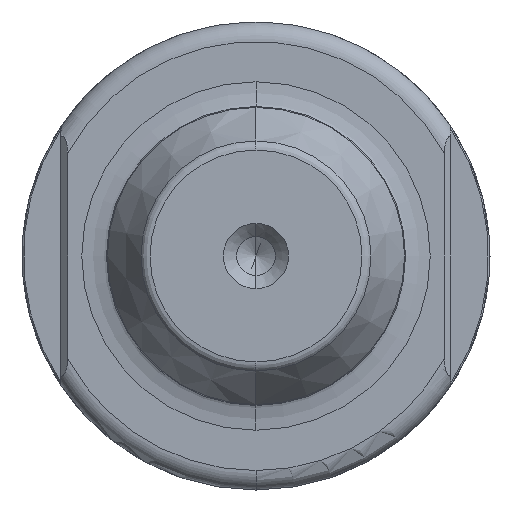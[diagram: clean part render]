
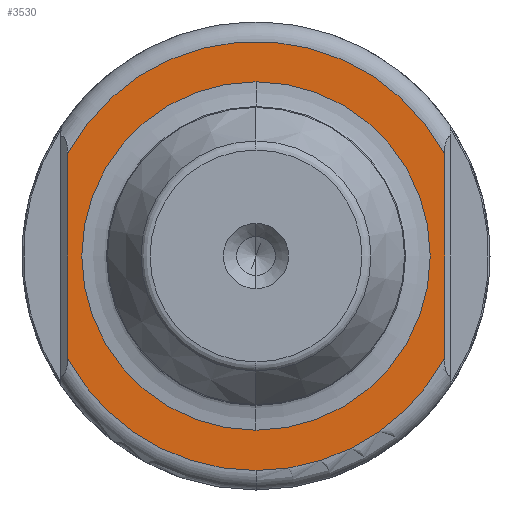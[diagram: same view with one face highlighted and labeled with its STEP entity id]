
A CAD part, left-side view. The second image highlights one B-rep face of the part: STEP entity #3530.
In plain terms, the highlighted planar face has unit normal (-1, 0, 0).
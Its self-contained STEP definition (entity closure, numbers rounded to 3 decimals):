
#57 = AXIS2_PLACEMENT_3D ( 'NONE', #3059, #7238, #3667 ) ;
#63 = EDGE_CURVE ( 'NONE', #6654, #5403, #6254, .T. ) ;
#88 = DIRECTION ( 'NONE',  ( -1., 0., 0. ) ) ;
#222 = AXIS2_PLACEMENT_3D ( 'NONE', #6245, #2682, #6863 ) ;
#267 = VERTEX_POINT ( 'NONE', #7689 ) ;
#293 = ORIENTED_EDGE ( 'NONE', *, *, #4896, .T. ) ;
#353 = ORIENTED_EDGE ( 'NONE', *, *, #2145, .F. ) ;
#358 = VERTEX_POINT ( 'NONE', #5933 ) ;
#363 = VERTEX_POINT ( 'NONE', #1777 ) ;
#611 = CARTESIAN_POINT ( 'NONE',  ( 35., 0., 13.4 ) ) ;
#803 = DIRECTION ( 'NONE',  ( -1., 0., 0. ) ) ;
#1005 = LINE ( 'NONE', #2422, #5613 ) ;
#1063 = EDGE_CURVE ( 'NONE', #267, #3688, #4240, .T. ) ;
#1270 = DIRECTION ( 'NONE',  ( 0., 0., 1. ) ) ;
#1529 = EDGE_CURVE ( 'NONE', #363, #3928, #1720, .T. ) ;
#1671 = ORIENTED_EDGE ( 'NONE', *, *, #3124, .T. ) ;
#1688 = VECTOR ( 'NONE', #1756, 1000. ) ;
#1720 = CIRCLE ( 'NONE', #57, 16.5 ) ;
#1756 = DIRECTION ( 'NONE',  ( 0., 0., -1. ) ) ;
#1777 = CARTESIAN_POINT ( 'NONE',  ( 35., -14.5, 7.874 ) ) ;
#1953 = EDGE_LOOP ( 'NONE', ( #2181, #1671, #293, #4318, #7180 ) ) ;
#2145 = EDGE_CURVE ( 'NONE', #5403, #6654, #6945, .T. ) ;
#2181 = ORIENTED_EDGE ( 'NONE', *, *, #1063, .T. ) ;
#2422 = CARTESIAN_POINT ( 'NONE',  ( 35., -14.5, -18. ) ) ;
#2445 = FACE_BOUND ( 'NONE', #4789, .T. ) ;
#2682 = DIRECTION ( 'NONE',  ( -1., 0., 0. ) ) ;
#2873 = PLANE ( 'NONE',  #4375 ) ;
#3030 = CARTESIAN_POINT ( 'NONE',  ( 35., 0., 0. ) ) ;
#3059 = CARTESIAN_POINT ( 'NONE',  ( 35., 0., 0. ) ) ;
#3124 = EDGE_CURVE ( 'NONE', #3688, #358, #6097, .T. ) ;
#3297 = LINE ( 'NONE', #3537, #1688 ) ;
#3530 = ADVANCED_FACE ( 'NONE', ( #3856, #2445 ), #2873, .F. ) ;
#3534 = CARTESIAN_POINT ( 'NONE',  ( 35., 0., -16.5 ) ) ;
#3537 = CARTESIAN_POINT ( 'NONE',  ( 35., 14.5, -18. ) ) ;
#3629 = DIRECTION ( 'NONE',  ( 0., 0., 1. ) ) ;
#3667 = DIRECTION ( 'NONE',  ( 0., 0., -1. ) ) ;
#3688 = VERTEX_POINT ( 'NONE', #3534 ) ;
#3856 = FACE_OUTER_BOUND ( 'NONE', #1953, .T. ) ;
#3928 = VERTEX_POINT ( 'NONE', #6611 ) ;
#4078 = DIRECTION ( 'NONE',  ( 0., 0., -1. ) ) ;
#4240 = CIRCLE ( 'NONE', #222, 16.5 ) ;
#4318 = ORIENTED_EDGE ( 'NONE', *, *, #1529, .T. ) ;
#4375 = AXIS2_PLACEMENT_3D ( 'NONE', #7055, #7653, #4078 ) ;
#4403 = CARTESIAN_POINT ( 'NONE',  ( 35., 0., 0. ) ) ;
#4789 = EDGE_LOOP ( 'NONE', ( #7704, #353 ) ) ;
#4896 = EDGE_CURVE ( 'NONE', #358, #363, #1005, .T. ) ;
#5003 = DIRECTION ( 'NONE',  ( 0., 0., -1. ) ) ;
#5204 = CARTESIAN_POINT ( 'NONE',  ( 35., 0., 0. ) ) ;
#5330 = AXIS2_PLACEMENT_3D ( 'NONE', #5204, #88, #1270 ) ;
#5403 = VERTEX_POINT ( 'NONE', #5631 ) ;
#5613 = VECTOR ( 'NONE', #6601, 1000. ) ;
#5631 = CARTESIAN_POINT ( 'NONE',  ( 35., 0., -13.4 ) ) ;
#5933 = CARTESIAN_POINT ( 'NONE',  ( 35., -14.5, -7.874 ) ) ;
#5945 = EDGE_CURVE ( 'NONE', #3928, #267, #3297, .T. ) ;
#6097 = CIRCLE ( 'NONE', #6115, 16.5 ) ;
#6115 = AXIS2_PLACEMENT_3D ( 'NONE', #4403, #803, #5003 ) ;
#6245 = CARTESIAN_POINT ( 'NONE',  ( 35., 0., 0. ) ) ;
#6254 = CIRCLE ( 'NONE', #5330, 13.4 ) ;
#6601 = DIRECTION ( 'NONE',  ( 0., 0., 1. ) ) ;
#6611 = CARTESIAN_POINT ( 'NONE',  ( 35., 14.5, 7.874 ) ) ;
#6654 = VERTEX_POINT ( 'NONE', #611 ) ;
#6863 = DIRECTION ( 'NONE',  ( 0., 0., -1. ) ) ;
#6945 = CIRCLE ( 'NONE', #7611, 13.4 ) ;
#7055 = CARTESIAN_POINT ( 'NONE',  ( 35., 0., -18. ) ) ;
#7180 = ORIENTED_EDGE ( 'NONE', *, *, #5945, .T. ) ;
#7201 = DIRECTION ( 'NONE',  ( -1., 0., 0. ) ) ;
#7238 = DIRECTION ( 'NONE',  ( -1., 0., 0. ) ) ;
#7611 = AXIS2_PLACEMENT_3D ( 'NONE', #3030, #7201, #3629 ) ;
#7653 = DIRECTION ( 'NONE',  ( 1., 0., 0. ) ) ;
#7689 = CARTESIAN_POINT ( 'NONE',  ( 35., 14.5, -7.874 ) ) ;
#7704 = ORIENTED_EDGE ( 'NONE', *, *, #63, .F. ) ;
